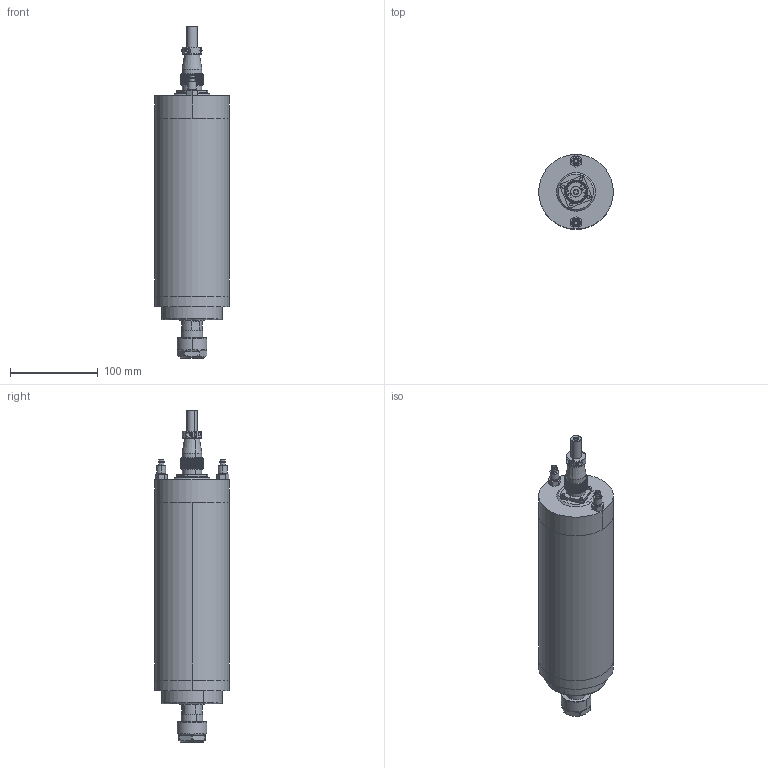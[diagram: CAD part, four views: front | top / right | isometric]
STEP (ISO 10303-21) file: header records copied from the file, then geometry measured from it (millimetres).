
FILE_DESCRIPTION (( 'STEP AP214' ), '1' );
FILE_NAME ('GDK85-24Z-2.2D.STEP', '2024-07-29T02:24:00', ( '00' ), ( '' ), 'SwSTEP 2.0', 'SolidWorks 2018', '' );
FILE_SCHEMA (( 'AUTOMOTIVE_DESIGN' ));
Length unit declared in the file: millimetre
Products named in the file (14): GDK85-24Z-2.2前轴承座; GDK85-24Z-2.2D儂褲202; ER20蹟簽; GBT823_M3℅10; WS20瑤脣釱; GDK85-24Z-2.2D滅鳥欶; 阨郲30.5ㄗM8ㄘ; GDK85-24Z-2.2堤盄釱; WS20瑤脣; ER20 粟俶芠標; GDK85-24Z-2.2D粣芛26; GDK85-24Z-2.2D前螺母; WS20瑤脣芛; GDK85-24Z-2.2D
Assembly tree (15 placements, depth 3):
  GDK85-24Z-2.2D
    GDK85-24Z-2.2D儂褲202
    GDK85-24Z-2.2堤盄釱
    GDK85-24Z-2.2前轴承座
    GDK85-24Z-2.2D滅鳥欶
    GDK85-24Z-2.2D前螺母
    GDK85-24Z-2.2D粣芛26
    ER20 粟俶芠標
    ER20蹟簽
    阨郲30.5ㄗM8ㄘ  x2
    WS20瑤脣
      WS20瑤脣釱
      WS20瑤脣芛
      GBT823_M3℅10  x2
Bounding box: 85 x 85 x 377.8 mm (x, y, z)
Volume: 1417978.3 mm3; surface area: 148257 mm2
Topology: 19 solids, 19 shells, 3206 faces, 7928 edges, 5229 vertices
Faces by surface type: plane 1319, cone 1035, cylinder 808, torus 21, sphere 12, bspline 11
Entity records: 101331 total; most frequent: CARTESIAN_POINT 24970, ORIENTED_EDGE 15568, DIRECTION 14582, EDGE_CURVE 7784, AXIS2_PLACEMENT_3D 5911, VERTEX_POINT 5159, EDGE_LOOP 3685, FACE_OUTER_BOUND 3153
